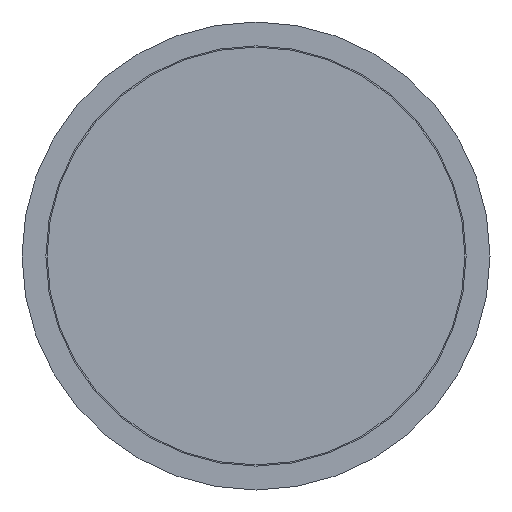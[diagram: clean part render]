
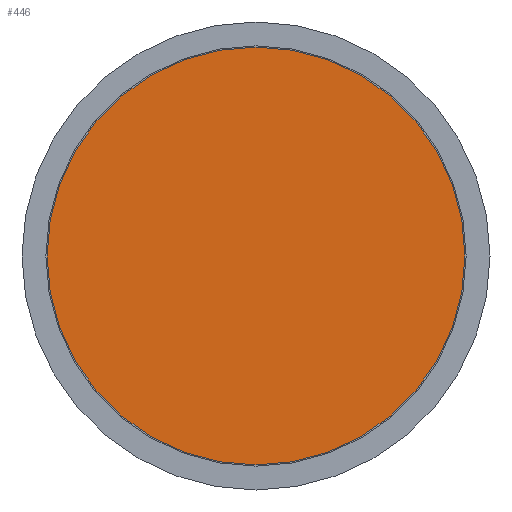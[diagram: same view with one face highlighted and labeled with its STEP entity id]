
A CAD part, front view. The second image highlights one B-rep face of the part: STEP entity #446.
In plain terms, the highlighted planar face has unit normal (0, -1, 0).
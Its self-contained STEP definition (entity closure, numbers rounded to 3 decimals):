
#154 = CARTESIAN_POINT ( 'NONE',  ( 0., 0., -43.75 ) ) ;
#161 = PLANE ( 'NONE',  #574 ) ;
#207 = DIRECTION ( 'NONE',  ( 0., -1., 0. ) ) ;
#250 = FACE_OUTER_BOUND ( 'NONE', #833, .T. ) ;
#308 = CARTESIAN_POINT ( 'NONE',  ( -43.75, 0., 0. ) ) ;
#350 = EDGE_CURVE ( 'NONE', #461, #461, #529, .T. ) ;
#355 = AXIS2_PLACEMENT_3D ( 'NONE', #608, #207, #379 ) ;
#379 = DIRECTION ( 'NONE',  ( 0., 0., -1. ) ) ;
#401 = DIRECTION ( 'NONE',  ( 0., 1., 0. ) ) ;
#446 = ADVANCED_FACE ( 'NONE', ( #250 ), #161, .F. ) ;
#461 = VERTEX_POINT ( 'NONE', #154 ) ;
#476 = ORIENTED_EDGE ( 'NONE', *, *, #350, .T. ) ;
#529 = CIRCLE ( 'NONE', #355, 43.75 ) ;
#574 = AXIS2_PLACEMENT_3D ( 'NONE', #308, #401, #918 ) ;
#608 = CARTESIAN_POINT ( 'NONE',  ( 0., 0., 0. ) ) ;
#833 = EDGE_LOOP ( 'NONE', ( #476 ) ) ;
#918 = DIRECTION ( 'NONE',  ( 0., 0., 1. ) ) ;
